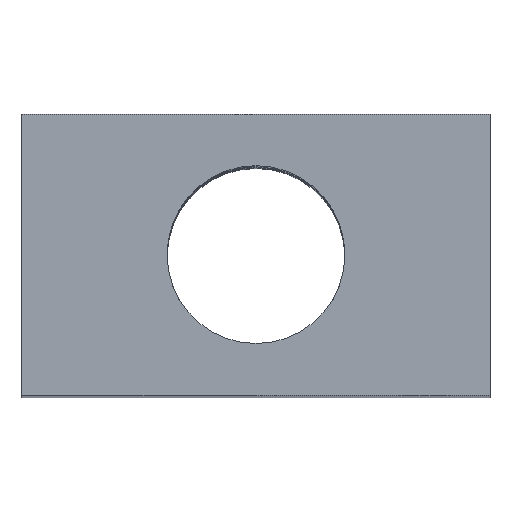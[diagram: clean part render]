
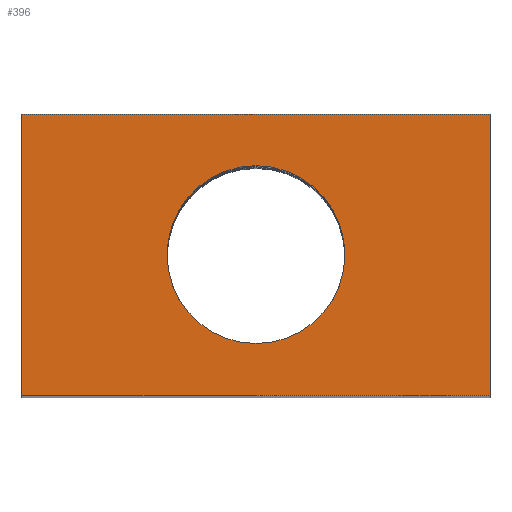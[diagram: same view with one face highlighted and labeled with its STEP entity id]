
A CAD part, top view. The second image highlights one B-rep face of the part: STEP entity #396.
In plain terms, the highlighted planar face has unit normal (0, 0, 1).
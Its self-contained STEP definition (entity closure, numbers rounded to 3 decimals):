
#21=LINE('',#651,#33);
#29=LINE('',#677,#41);
#30=LINE('',#679,#42);
#31=LINE('',#680,#43);
#33=VECTOR('',#533,1000.);
#41=VECTOR('',#555,1000.);
#42=VECTOR('',#558,1000.);
#43=VECTOR('',#559,1000.);
#47=PLANE('',#456);
#50=CIRCLE('',#443,9.5);
#104=ORIENTED_EDGE('',*,*,#174,.F.);
#105=ORIENTED_EDGE('',*,*,#194,.F.);
#106=ORIENTED_EDGE('',*,*,#193,.F.);
#107=ORIENTED_EDGE('',*,*,#195,.T.);
#108=ORIENTED_EDGE('',*,*,#180,.T.);
#174=EDGE_CURVE('',#214,#214,#50,.T.);
#180=EDGE_CURVE('',#221,#219,#21,.T.);
#193=EDGE_CURVE('',#231,#230,#29,.T.);
#194=EDGE_CURVE('',#230,#219,#30,.T.);
#195=EDGE_CURVE('',#231,#221,#31,.T.);
#214=VERTEX_POINT('',#638);
#219=VERTEX_POINT('',#649);
#221=VERTEX_POINT('',#652);
#230=VERTEX_POINT('',#674);
#231=VERTEX_POINT('',#676);
#276=EDGE_LOOP('',(#104));
#277=EDGE_LOOP('',(#105,#106,#107,#108));
#334=FACE_BOUND('',#276,.T.);
#335=FACE_BOUND('',#277,.T.);
#396=ADVANCED_FACE('',(#334,#335),#47,.T.);
#443=AXIS2_PLACEMENT_3D('',#637,#520,#521);
#456=AXIS2_PLACEMENT_3D('',#678,#556,#557);
#520=DIRECTION('',(0.,0.,1.));
#521=DIRECTION('',(1.,0.,0.));
#533=DIRECTION('',(0.,-1.,0.));
#555=DIRECTION('',(0.,-1.,0.));
#556=DIRECTION('',(0.,0.,1.));
#557=DIRECTION('',(1.,0.,0.));
#558=DIRECTION('',(-1.,0.,0.));
#559=DIRECTION('',(-1.,0.,0.));
#637=CARTESIAN_POINT('',(0.,15.,85.));
#638=CARTESIAN_POINT('',(9.5,15.,85.));
#649=CARTESIAN_POINT('',(-25.,0.,85.));
#651=CARTESIAN_POINT('',(-25.,30.,85.));
#652=CARTESIAN_POINT('',(-25.,30.,85.));
#674=CARTESIAN_POINT('',(25.,0.,85.));
#676=CARTESIAN_POINT('',(25.,30.,85.));
#677=CARTESIAN_POINT('',(25.,30.,85.));
#678=CARTESIAN_POINT('',(25.,30.,85.));
#679=CARTESIAN_POINT('',(25.,0.,85.));
#680=CARTESIAN_POINT('',(25.,30.,85.));
